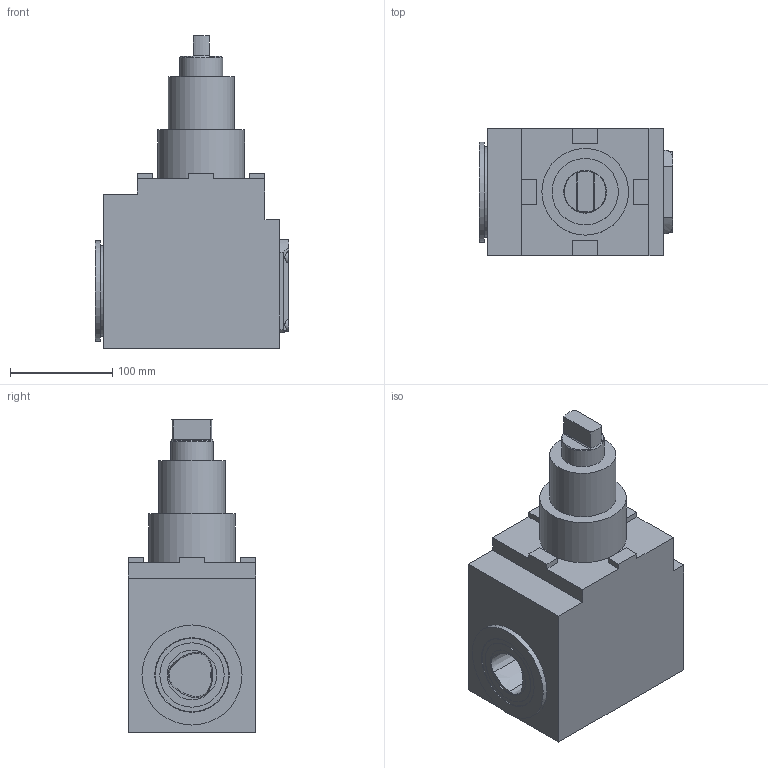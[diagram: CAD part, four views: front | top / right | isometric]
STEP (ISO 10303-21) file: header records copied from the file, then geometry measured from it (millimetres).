
FILE_DESCRIPTION(/* description */ (''),/* implementation_level */ '2;1');
FILE_NAME(/* name */ '1534145175110.stp',/* time_stamp */ '2018-08-13T09:26:21+02:00',/* author */ (''),/* organization */ ('SMS'),/* preprocessor_version */ 'ST-DEVELOPER v15',/* originating_system */ 'SIEMENS PLM Software NX 8.5',/* authorisation */ '');
FILE_SCHEMA (('AUTOMOTIVE_DESIGN { 1 0 10303 214 3 1 1 1 }'));
Length unit declared in the file: millimetre
Products named in the file (1): 201820423mod000_00
Bounding box: 190 x 125 x 306 mm (x, y, z)
Volume: 4009604.5 mm3; surface area: 182450.1 mm2
Topology: 1 solids, 1 shells, 76 faces, 190 edges, 127 vertices
Faces by surface type: plane 48, cylinder 20, cone 8
Full cylindrical faces by diameter (mm): 4 x1, 42 x1, 48.5 x1, 63 x1, 65 x1, 84.9 x1, 89 x1, 98 x1
Entity records: 2389 total; most frequent: CARTESIAN_POINT 534, DIRECTION 385, ORIENTED_EDGE 354, EDGE_CURVE 177, AXIS2_PLACEMENT_3D 137, VERTEX_POINT 124, LINE 111, VECTOR 111
